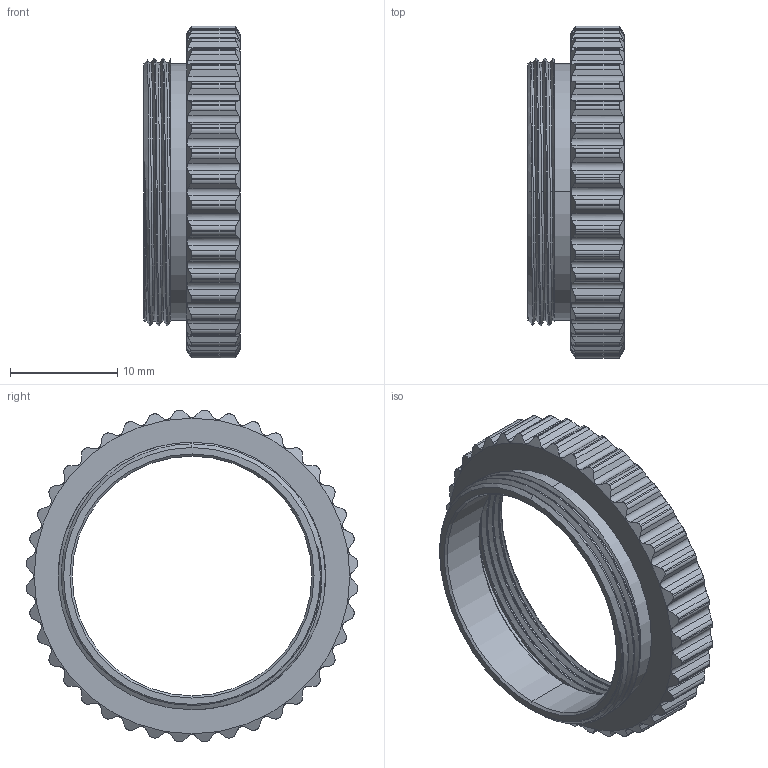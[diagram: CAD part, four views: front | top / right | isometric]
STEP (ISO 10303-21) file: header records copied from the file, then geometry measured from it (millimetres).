
FILE_DESCRIPTION(('Open CASCADE Model'),'2;1');
FILE_NAME('Open CASCADE Shape Model','2026-02-10T19:14:20',('Author'),( 'Open CASCADE'),'Open CASCADE STEP processor 7.7','Open CASCADE 7.7' ,'Unknown');
FILE_SCHEMA(('AUTOMOTIVE_DESIGN { 1 0 10303 214 1 1 1 1 }'));
Length unit declared in the file: millimetre
Products named in the file (2): Open CASCADE STEP translator 7.7 1; 292.1001A
Assembly tree (1 placements, depth 2):
  Open CASCADE STEP translator 7.7 1
    292.1001A
Bounding box: 9 x 31.01 x 31.02 mm (x, y, z)
Volume: 1402.4 mm3; surface area: 2507.1 mm2
Topology: 1 solids, 1 shells, 325 faces, 945 edges, 626 vertices
Faces by surface type: cylinder 222, plane 87, cone 12, bspline 4
Entity records: 44218 total; most frequent: CARTESIAN_POINT 28188, DIRECTION 2090, ORIENTED_EDGE 1890, PCURVE 1890, DEFINITIONAL_REPRESENTATION 1890, B_SPLINE_CURVE_WITH_KNOTS 1430, LINE 1197, VECTOR 1197
